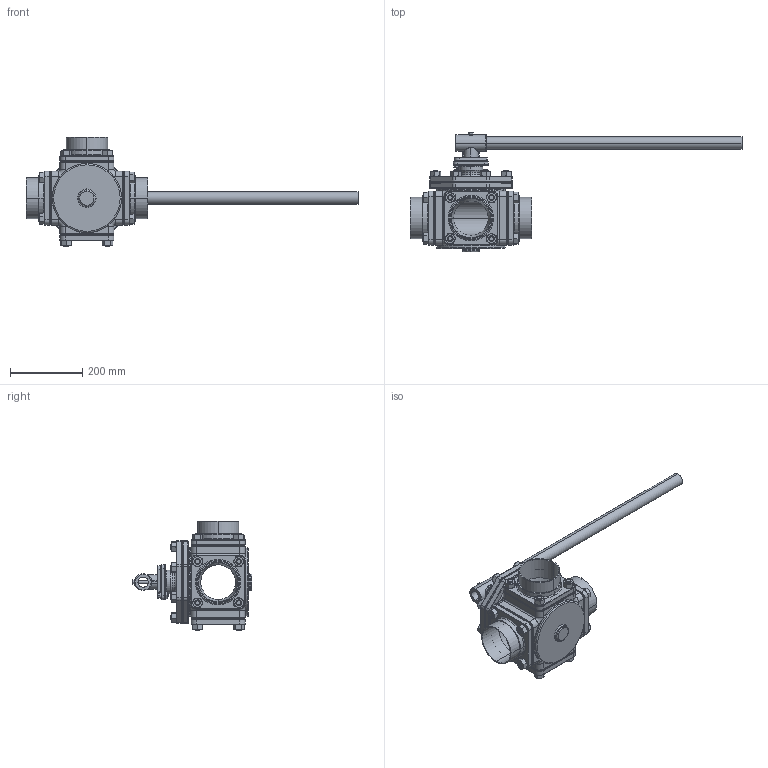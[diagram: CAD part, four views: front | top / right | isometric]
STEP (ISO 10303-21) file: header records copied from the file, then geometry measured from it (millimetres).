
FILE_DESCRIPTION (( 'STEP AP214' ), '1' );
FILE_NAME ('505T-100-3Way.STEP', '2017-10-03T01:47:38', ( '' ), ( '' ), 'SwSTEP 2.0', 'SolidWorks 2012', '' );
FILE_SCHEMA (( 'AUTOMOTIVE_DESIGN' ));
Length unit declared in the file: millimetre
Products named in the file (1): 505T-100-3Way
Bounding box: 918.5 x 331.5 x 303 mm (x, y, z)
Volume: 7321991.6 mm3; surface area: 783195.6 mm2
Topology: 1 solids, 2 shells, 1311 faces, 3089 edges, 1870 vertices
Faces by surface type: cylinder 414, cone 370, plane 326, torus 171, bspline 22, sphere 8
Entity records: 42887 total; most frequent: CARTESIAN_POINT 12956, DIRECTION 6408, ORIENTED_EDGE 6170, EDGE_CURVE 3085, AXIS2_PLACEMENT_3D 2669, VERTEX_POINT 1870, EDGE_LOOP 1469, CIRCLE 1379
